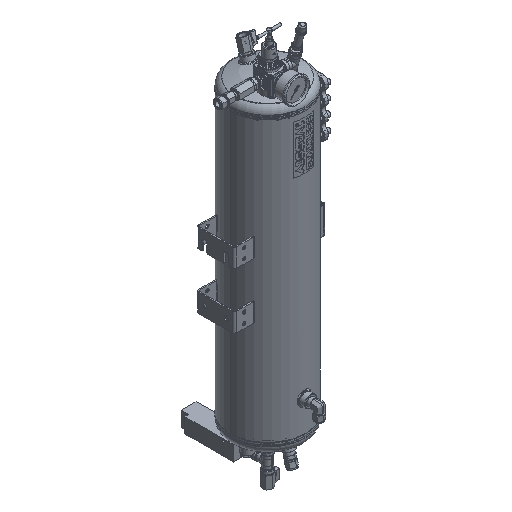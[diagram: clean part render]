
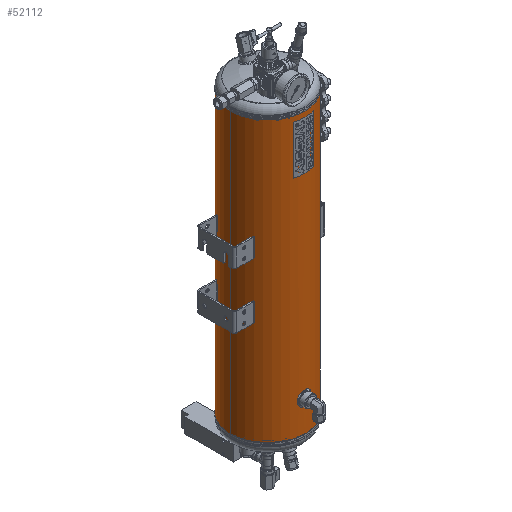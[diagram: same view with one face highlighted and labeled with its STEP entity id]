
A CAD part, isometric view. The second image highlights one B-rep face of the part: STEP entity #52112.
In plain terms, the highlighted cylindrical face has radius 100 mm (diameter 200 mm), a partial arc.
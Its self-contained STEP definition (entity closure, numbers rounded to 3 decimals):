
#3228=B_SPLINE_CURVE_WITH_KNOTS('',3,(#81461,#81462,#81463,#81464,#81465,
#81466,#81467,#81468,#81469,#81470,#81471),.UNSPECIFIED.,.T.,.F.,(1,1,1,
1,1,1,1,1,1,1,1,1,1,1,1),(-0.012,-0.008,-0.004,
0.,0.004,0.008,0.012,0.016,
0.02,0.023,0.027,0.031,
0.035,0.039,0.043),.UNSPECIFIED.);
#3229=B_SPLINE_CURVE_WITH_KNOTS('',3,(#81473,#81474,#81475,#81476,#81477,
#81478,#81479,#81480,#81481,#81482,#81483),.UNSPECIFIED.,.T.,.F.,(1,1,1,
1,1,1,1,1,1,1,1,1,1,1,1),(-0.012,-0.008,-0.004,
0.,0.004,0.008,0.012,0.016,
0.02,0.023,0.027,0.031,
0.035,0.039,0.043),.UNSPECIFIED.);
#3230=B_SPLINE_CURVE_WITH_KNOTS('',3,(#81485,#81486,#81487,#81488,#81489,
#81490,#81491,#81492,#81493,#81494,#81495,#81496,#81497,#81498,#81499,#81500,
#81501,#81502,#81503),.UNSPECIFIED.,.T.,.F.,(1,1,1,1,1,1,1,1,1,1,1,1,1,
1,1,1,1,1,1,1,1,1,1),(-0.018,-0.012,-0.006,
0.,0.006,0.012,0.018,
0.023,0.029,0.035,0.041,
0.047,0.053,0.059,0.065,
0.07,0.076,0.082,0.088,
0.094,0.1,0.106,0.112),
 .UNSPECIFIED.);
#5506=LINE('',#81505,#8876);
#5507=LINE('',#81510,#8877);
#8876=VECTOR('',#67482,1000.);
#8877=VECTOR('',#67485,1000.);
#12251=ORIENTED_EDGE('',*,*,#27931,.T.);
#12252=ORIENTED_EDGE('',*,*,#27932,.T.);
#12253=ORIENTED_EDGE('',*,*,#27933,.T.);
#12254=ORIENTED_EDGE('',*,*,#27934,.T.);
#12255=ORIENTED_EDGE('',*,*,#27935,.T.);
#12256=ORIENTED_EDGE('',*,*,#27936,.F.);
#12257=ORIENTED_EDGE('',*,*,#27937,.F.);
#27931=EDGE_CURVE('',#35771,#35771,#3228,.T.);
#27932=EDGE_CURVE('',#35772,#35772,#3229,.T.);
#27933=EDGE_CURVE('',#35773,#35773,#3230,.T.);
#27934=EDGE_CURVE('',#35774,#35775,#5506,.T.);
#27935=EDGE_CURVE('',#35775,#35776,#41248,.T.);
#27936=EDGE_CURVE('',#35777,#35776,#5507,.T.);
#27937=EDGE_CURVE('',#35774,#35777,#41249,.T.);
#35771=VERTEX_POINT('',#81472);
#35772=VERTEX_POINT('',#81484);
#35773=VERTEX_POINT('',#81504);
#35774=VERTEX_POINT('',#81506);
#35775=VERTEX_POINT('',#81507);
#35776=VERTEX_POINT('',#81509);
#35777=VERTEX_POINT('',#81511);
#41248=CIRCLE('',#62192,100.);
#41249=CIRCLE('',#62193,100.);
#43073=EDGE_LOOP('',(#12251));
#43074=EDGE_LOOP('',(#12252));
#43075=EDGE_LOOP('',(#12253));
#43076=EDGE_LOOP('',(#12254,#12255,#12256,#12257));
#47186=FACE_BOUND('',#43073,.T.);
#47187=FACE_BOUND('',#43074,.T.);
#47188=FACE_BOUND('',#43075,.T.);
#47189=FACE_BOUND('',#43076,.T.);
#51297=CYLINDRICAL_SURFACE('',#62191,100.);
#52112=ADVANCED_FACE('',(#47186,#47187,#47188,#47189),#51297,.T.);
#62191=AXIS2_PLACEMENT_3D('',#81460,#67480,#67481);
#62192=AXIS2_PLACEMENT_3D('',#81508,#67483,#67484);
#62193=AXIS2_PLACEMENT_3D('',#81512,#67486,#67487);
#67480=DIRECTION('',(0.,-1.,0.));
#67481=DIRECTION('',(0.,0.,-1.));
#67482=DIRECTION('',(0.,-1.,0.));
#67483=DIRECTION('',(0.,1.,0.));
#67484=DIRECTION('',(1.,0.,0.));
#67485=DIRECTION('',(0.,-1.,0.));
#67486=DIRECTION('',(0.,1.,0.));
#67487=DIRECTION('',(1.,0.,0.));
#81460=CARTESIAN_POINT('',(0.,750.,0.));
#81461=CARTESIAN_POINT('',(-3.915,48.922,-99.938));
#81462=CARTESIAN_POINT('',(-5.542,44.999,-99.844));
#81463=CARTESIAN_POINT('',(-3.916,41.082,-99.938));
#81464=CARTESIAN_POINT('',(-0.004,39.46,-100.031));
#81465=CARTESIAN_POINT('',(3.917,41.079,-99.938));
#81466=CARTESIAN_POINT('',(5.54,44.999,-99.844));
#81467=CARTESIAN_POINT('',(3.922,48.913,-99.937));
#81468=CARTESIAN_POINT('',(0.006,50.541,-100.031));
#81469=CARTESIAN_POINT('',(-3.915,48.922,-99.938));
#81470=CARTESIAN_POINT('',(-5.542,44.999,-99.844));
#81471=CARTESIAN_POINT('',(-3.916,41.082,-99.938));
#81472=CARTESIAN_POINT('',(-5.,45.,-99.875));
#81473=CARTESIAN_POINT('',(-3.915,158.922,-99.938));
#81474=CARTESIAN_POINT('',(-5.542,154.999,-99.844));
#81475=CARTESIAN_POINT('',(-3.916,151.082,-99.938));
#81476=CARTESIAN_POINT('',(-0.004,149.46,-100.031));
#81477=CARTESIAN_POINT('',(3.917,151.079,-99.938));
#81478=CARTESIAN_POINT('',(5.54,154.999,-99.844));
#81479=CARTESIAN_POINT('',(3.922,158.913,-99.937));
#81480=CARTESIAN_POINT('',(0.006,160.541,-100.031));
#81481=CARTESIAN_POINT('',(-3.915,158.922,-99.938));
#81482=CARTESIAN_POINT('',(-5.542,154.999,-99.844));
#81483=CARTESIAN_POINT('',(-3.916,151.082,-99.938));
#81484=CARTESIAN_POINT('',(-5.,155.,-99.875));
#81485=CARTESIAN_POINT('',(-98.994,672.42,14.208));
#81486=CARTESIAN_POINT('',(-98.806,666.495,15.395));
#81487=CARTESIAN_POINT('',(-98.993,660.6,14.214));
#81488=CARTESIAN_POINT('',(-99.436,655.617,10.88));
#81489=CARTESIAN_POINT('',(-99.878,652.286,5.9));
#81490=CARTESIAN_POINT('',(-100.061,651.109,0.009));
#81491=CARTESIAN_POINT('',(-99.879,652.279,-5.887));
#81492=CARTESIAN_POINT('',(-99.437,655.615,-10.879));
#81493=CARTESIAN_POINT('',(-98.992,660.601,-14.215));
#81494=CARTESIAN_POINT('',(-98.807,666.494,-15.391));
#81495=CARTESIAN_POINT('',(-98.992,672.387,-14.219));
#81496=CARTESIAN_POINT('',(-99.435,677.371,-10.892));
#81497=CARTESIAN_POINT('',(-99.877,680.709,-5.914));
#81498=CARTESIAN_POINT('',(-100.061,681.893,-0.013));
#81499=CARTESIAN_POINT('',(-99.878,680.72,5.889));
#81500=CARTESIAN_POINT('',(-99.437,677.387,10.874));
#81501=CARTESIAN_POINT('',(-98.994,672.42,14.208));
#81502=CARTESIAN_POINT('',(-98.806,666.495,15.395));
#81503=CARTESIAN_POINT('',(-98.993,660.6,14.214));
#81504=CARTESIAN_POINT('',(-98.869,666.5,15.));
#81505=CARTESIAN_POINT('',(0.254,801.561,100.));
#81506=CARTESIAN_POINT('',(0.254,750.,100.));
#81507=CARTESIAN_POINT('',(0.254,0.,100.));
#81508=CARTESIAN_POINT('',(0.,0.,0.));
#81509=CARTESIAN_POINT('',(-0.254,0.,100.));
#81510=CARTESIAN_POINT('',(-0.254,801.561,100.));
#81511=CARTESIAN_POINT('',(-0.254,750.,100.));
#81512=CARTESIAN_POINT('',(0.,750.,0.));
